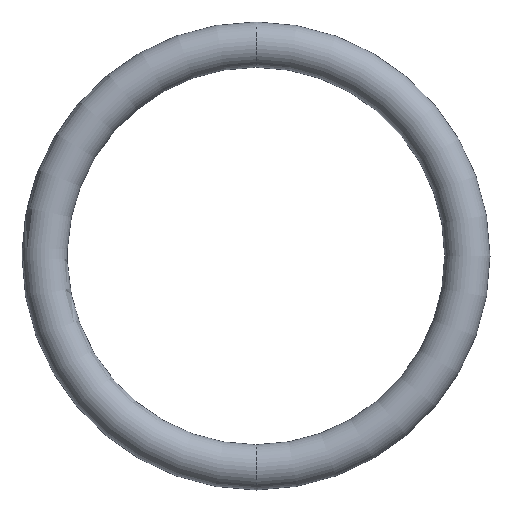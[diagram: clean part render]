
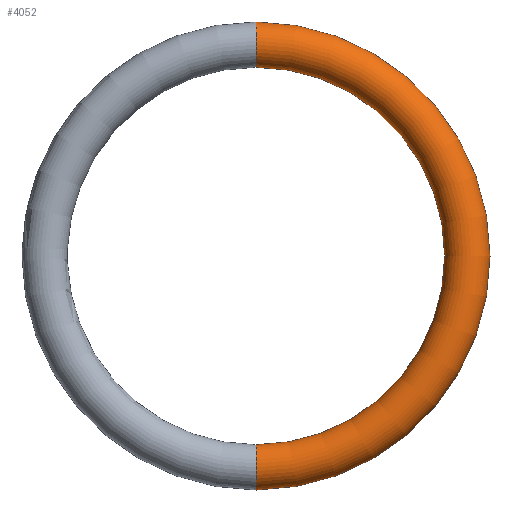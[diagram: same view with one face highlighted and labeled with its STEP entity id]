
A CAD part, front view. The second image highlights one B-rep face of the part: STEP entity #4052.
In plain terms, the highlighted toroidal (fillet/blend) face has major radius 56 mm and minor radius 6 mm.
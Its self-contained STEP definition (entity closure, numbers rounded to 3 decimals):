
#286 = AXIS2_PLACEMENT_3D ( 'NONE', #2792, #353, #403 ) ;
#353 = DIRECTION ( 'NONE',  ( 0., -1., 0. ) ) ;
#403 = DIRECTION ( 'NONE',  ( 0., 0., -1. ) ) ;
#739 = DIRECTION ( 'NONE',  ( 1., 0., 0. ) ) ;
#1404 = CARTESIAN_POINT ( 'NONE',  ( 0., 0., -62. ) ) ;
#1675 = ORIENTED_EDGE ( 'NONE', *, *, #10608, .F. ) ;
#2060 = AXIS2_PLACEMENT_3D ( 'NONE', #2730, #3738, #8223 ) ;
#2165 = EDGE_CURVE ( 'NONE', #7956, #13258, #4786, .T. ) ;
#2189 = CIRCLE ( 'NONE', #13132, 6. ) ;
#2317 = TOROIDAL_SURFACE ( 'NONE', #2060, 56., 6. ) ;
#2336 = CARTESIAN_POINT ( 'NONE',  ( 0., 0., -56. ) ) ;
#2412 = ORIENTED_EDGE ( 'NONE', *, *, #7875, .T. ) ;
#2730 = CARTESIAN_POINT ( 'NONE',  ( 0., 0., 0. ) ) ;
#2792 = CARTESIAN_POINT ( 'NONE',  ( 0., 0., 0. ) ) ;
#2856 = DIRECTION ( 'NONE',  ( 0., 0., -1. ) ) ;
#3138 = CIRCLE ( 'NONE', #6839, 6. ) ;
#3507 = ORIENTED_EDGE ( 'NONE', *, *, #5544, .F. ) ;
#3738 = DIRECTION ( 'NONE',  ( 0., -1., 0. ) ) ;
#4052 = ADVANCED_FACE ( 'NONE', ( #8216 ), #2317, .T. ) ;
#4455 = ORIENTED_EDGE ( 'NONE', *, *, #2165, .T. ) ;
#4722 = VERTEX_POINT ( 'NONE', #6849 ) ;
#4786 = CIRCLE ( 'NONE', #5430, 62. ) ;
#5430 = AXIS2_PLACEMENT_3D ( 'NONE', #8392, #9425, #2856 ) ;
#5544 = EDGE_CURVE ( 'NONE', #4722, #8048, #10334, .T. ) ;
#5762 = DIRECTION ( 'NONE',  ( 0., 0., 1. ) ) ;
#6311 = CARTESIAN_POINT ( 'NONE',  ( 0., 0., 62. ) ) ;
#6839 = AXIS2_PLACEMENT_3D ( 'NONE', #9802, #739, #13171 ) ;
#6849 = CARTESIAN_POINT ( 'NONE',  ( 0., 0., -50. ) ) ;
#7875 = EDGE_CURVE ( 'NONE', #13258, #8048, #3138, .T. ) ;
#7956 = VERTEX_POINT ( 'NONE', #1404 ) ;
#8048 = VERTEX_POINT ( 'NONE', #9639 ) ;
#8216 = FACE_OUTER_BOUND ( 'NONE', #9623, .T. ) ;
#8223 = DIRECTION ( 'NONE',  ( 0., 0., -1. ) ) ;
#8392 = CARTESIAN_POINT ( 'NONE',  ( 0., 0., 0. ) ) ;
#9133 = DIRECTION ( 'NONE',  ( -1., 0., 0. ) ) ;
#9425 = DIRECTION ( 'NONE',  ( 0., -1., 0. ) ) ;
#9623 = EDGE_LOOP ( 'NONE', ( #1675, #4455, #2412, #3507 ) ) ;
#9639 = CARTESIAN_POINT ( 'NONE',  ( 0., 0., 50. ) ) ;
#9802 = CARTESIAN_POINT ( 'NONE',  ( 0., 0., 56. ) ) ;
#10334 = CIRCLE ( 'NONE', #286, 50. ) ;
#10608 = EDGE_CURVE ( 'NONE', #7956, #4722, #2189, .T. ) ;
#13132 = AXIS2_PLACEMENT_3D ( 'NONE', #2336, #9133, #5762 ) ;
#13171 = DIRECTION ( 'NONE',  ( 0., 0., -1. ) ) ;
#13258 = VERTEX_POINT ( 'NONE', #6311 ) ;
